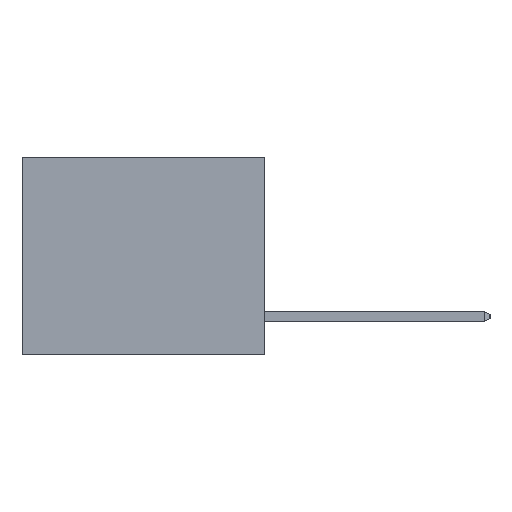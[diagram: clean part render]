
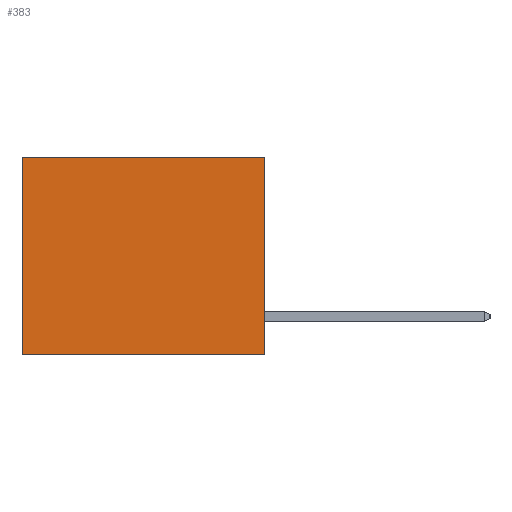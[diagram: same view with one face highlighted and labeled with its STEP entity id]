
A CAD part, left-side view. The second image highlights one B-rep face of the part: STEP entity #383.
In plain terms, the highlighted planar face has unit normal (-1, 0, 0).
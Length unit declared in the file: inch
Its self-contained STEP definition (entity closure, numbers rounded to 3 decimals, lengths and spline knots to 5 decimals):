
#383 = ADVANCED_FACE ( 'NONE', ( #6821 ), #3076, .F. ) ;
#390 = ORIENTED_EDGE ( 'NONE', *, *, #7527, .T. ) ;
#768 = DIRECTION ( 'NONE',  ( 0., 0., -1. ) ) ;
#797 = CARTESIAN_POINT ( 'NONE',  ( 0.3165, 0., -0.49 ) ) ;
#827 = CARTESIAN_POINT ( 'NONE',  ( 0.3165, 0.6, -0.49 ) ) ;
#876 = DIRECTION ( 'NONE',  ( 0., 0., -1. ) ) ;
#917 = ORIENTED_EDGE ( 'NONE', *, *, #8929, .T. ) ;
#923 = VERTEX_POINT ( 'NONE', #940 ) ;
#940 = CARTESIAN_POINT ( 'NONE',  ( 0.3165, 0.6, 0. ) ) ;
#1221 = DIRECTION ( 'NONE',  ( 0., 1., 0. ) ) ;
#1320 = ORIENTED_EDGE ( 'NONE', *, *, #5975, .F. ) ;
#1686 = EDGE_LOOP ( 'NONE', ( #390, #1320, #3735, #917 ) ) ;
#2344 = DIRECTION ( 'NONE',  ( 1., 0., 0. ) ) ;
#2812 = CARTESIAN_POINT ( 'NONE',  ( 0.3165, 0., -0.49 ) ) ;
#2841 = VECTOR ( 'NONE', #1221, 39.37008 ) ;
#2965 = AXIS2_PLACEMENT_3D ( 'NONE', #6539, #2344, #876 ) ;
#2985 = EDGE_CURVE ( 'NONE', #8226, #7551, #9030, .T. ) ;
#3076 = PLANE ( 'NONE',  #2965 ) ;
#3116 = LINE ( 'NONE', #2812, #6957 ) ;
#3212 = CARTESIAN_POINT ( 'NONE',  ( 0.3165, 0., 0. ) ) ;
#3431 = VERTEX_POINT ( 'NONE', #827 ) ;
#3708 = VECTOR ( 'NONE', #6987, 39.37008 ) ;
#3712 = CARTESIAN_POINT ( 'NONE',  ( 0.3165, 0.6, -0.49 ) ) ;
#3735 = ORIENTED_EDGE ( 'NONE', *, *, #2985, .F. ) ;
#4729 = LINE ( 'NONE', #3212, #2841 ) ;
#4752 = VECTOR ( 'NONE', #768, 39.37008 ) ;
#5975 = EDGE_CURVE ( 'NONE', #7551, #3431, #3116, .T. ) ;
#6539 = CARTESIAN_POINT ( 'NONE',  ( 0.3165, 0., -0.49 ) ) ;
#6821 = FACE_OUTER_BOUND ( 'NONE', #1686, .T. ) ;
#6957 = VECTOR ( 'NONE', #7697, 39.37008 ) ;
#6987 = DIRECTION ( 'NONE',  ( 0., 0., -1. ) ) ;
#7527 = EDGE_CURVE ( 'NONE', #923, #3431, #8982, .T. ) ;
#7551 = VERTEX_POINT ( 'NONE', #797 ) ;
#7697 = DIRECTION ( 'NONE',  ( 0., 1., 0. ) ) ;
#7726 = CARTESIAN_POINT ( 'NONE',  ( 0.3165, 0., -0.49 ) ) ;
#7932 = CARTESIAN_POINT ( 'NONE',  ( 0.3165, 0., 0. ) ) ;
#8226 = VERTEX_POINT ( 'NONE', #7932 ) ;
#8929 = EDGE_CURVE ( 'NONE', #8226, #923, #4729, .T. ) ;
#8982 = LINE ( 'NONE', #3712, #4752 ) ;
#9030 = LINE ( 'NONE', #7726, #3708 ) ;
